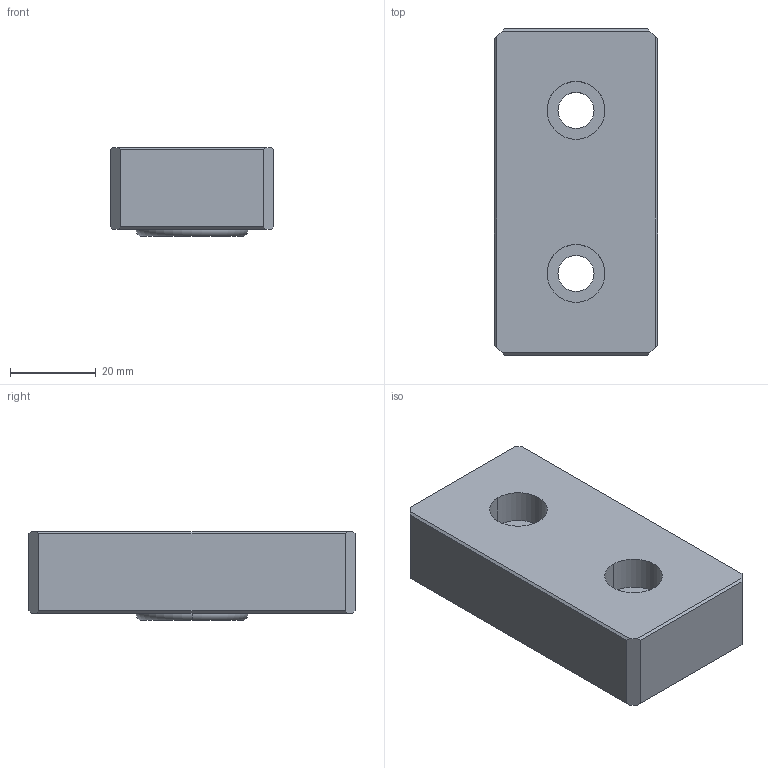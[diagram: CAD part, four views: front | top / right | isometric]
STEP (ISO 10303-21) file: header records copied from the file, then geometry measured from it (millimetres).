
FILE_DESCRIPTION((''),'2;1');
FILE_NAME('15AC8714.stp','2015-07-20T10:28:45',(''),(''),'Mechanical Desktop 2011','Mechanical Desktop 2011',', , ');
FILE_SCHEMA(('AUTOMOTIVE_DESIGN { 1 2 10303 214 1 1 1 1 }'));
Length unit declared in the file: inch
Products named in the file (1): Product
Bounding box: 38.1 x 76.2 x 20.76 mm (x, y, z)
Volume: 51969.3 mm3; surface area: 11743.3 mm2
Topology: 2 solids, 2 shells, 35 faces, 86 edges, 56 vertices
Faces by surface type: plane 21, cylinder 8, torus 6
Entity records: 1103 total; most frequent: DIRECTION 188, CARTESIAN_POINT 178, ORIENTED_EDGE 172, EDGE_CURVE 86, AXIS2_PLACEMENT_3D 66, VERTEX_POINT 56, VECTOR 56, LINE 56
